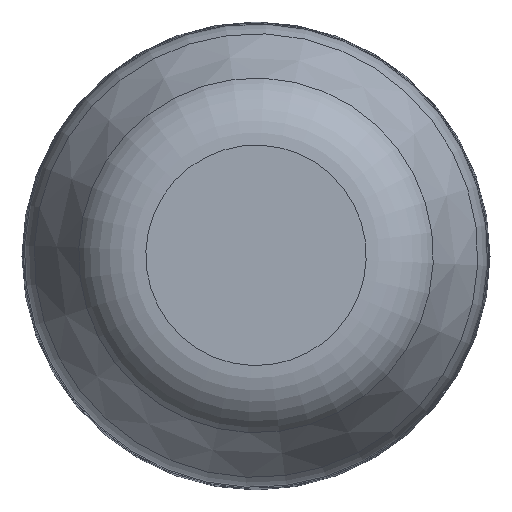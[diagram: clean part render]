
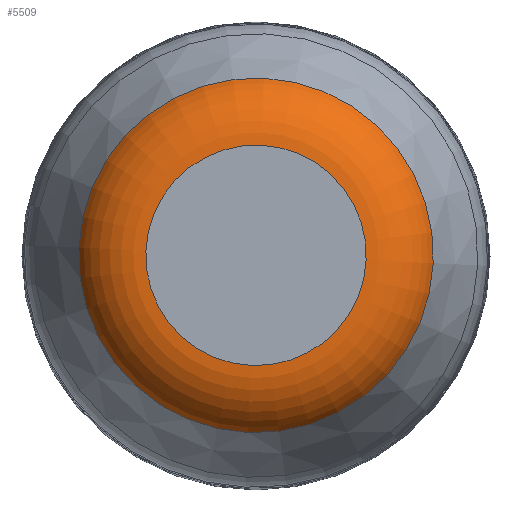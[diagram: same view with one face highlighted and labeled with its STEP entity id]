
A CAD part, top view. The second image highlights one B-rep face of the part: STEP entity #5509.
In plain terms, the highlighted toroidal (fillet/blend) face has major radius 10.424 mm and minor radius 7 mm.
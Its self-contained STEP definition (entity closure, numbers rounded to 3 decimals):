
#4367=TOROIDAL_SURFACE('',#18287,10.424,7.);
#5509=ADVANCED_FACE('',(#6308,#6309),#4367,.T.);
#6308=FACE_BOUND('',#7351,.T.);
#6309=FACE_BOUND('',#7352,.T.);
#7351=EDGE_LOOP('',(#12229));
#7352=EDGE_LOOP('',(#12230));
#12229=ORIENTED_EDGE('',*,*,#16382,.T.);
#12230=ORIENTED_EDGE('',*,*,#16383,.F.);
#13931=VERTEX_POINT('',#55899);
#13932=VERTEX_POINT('',#55901);
#16382=EDGE_CURVE('',#13931,#13931,#16890,.T.);
#16383=EDGE_CURVE('',#13932,#13932,#16891,.T.);
#16890=CIRCLE('',#18285,10.424);
#16891=CIRCLE('',#18286,16.768);
#18285=AXIS2_PLACEMENT_3D('',#55898,#22384,#22385);
#18286=AXIS2_PLACEMENT_3D('',#55900,#22386,#22387);
#18287=AXIS2_PLACEMENT_3D('',#55902,#22388,#22389);
#22384=DIRECTION('',(0.,0.,-1.));
#22385=DIRECTION('',(0.924,-0.383,0.));
#22386=DIRECTION('',(0.,0.,-1.));
#22387=DIRECTION('',(0.924,-0.383,0.));
#22388=DIRECTION('',(0.,0.,-1.));
#22389=DIRECTION('',(0.383,0.924,0.));
#55898=CARTESIAN_POINT('',(0.,0.,41.5));
#55899=CARTESIAN_POINT('',(9.629,-3.993,41.5));
#55900=CARTESIAN_POINT('',(0.,0.,37.458));
#55901=CARTESIAN_POINT('',(15.489,-6.423,37.458));
#55902=CARTESIAN_POINT('',(0.,0.,34.5));
